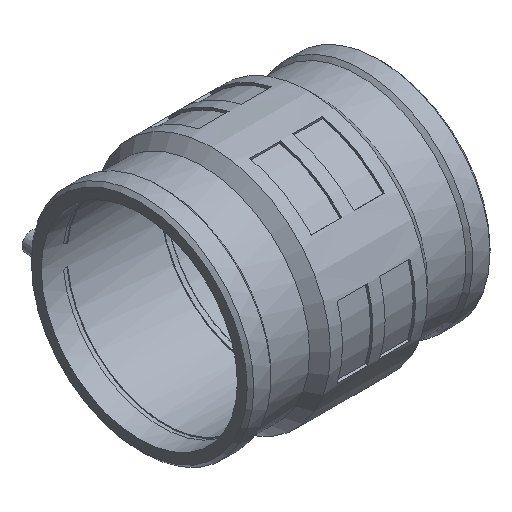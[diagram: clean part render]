
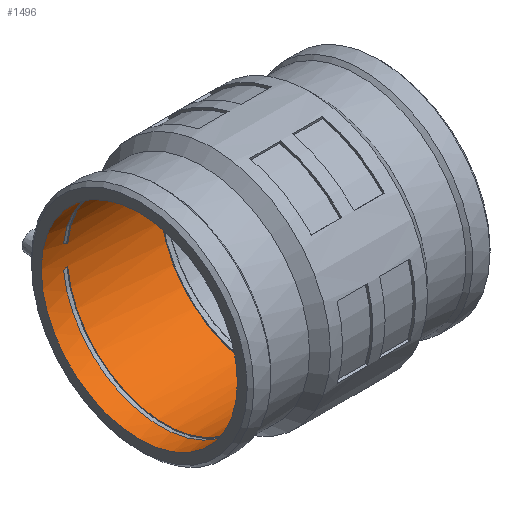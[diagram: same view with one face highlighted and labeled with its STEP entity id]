
A CAD part, isometric view. The second image highlights one B-rep face of the part: STEP entity #1496.
In plain terms, the highlighted cylindrical face has radius 80 mm (diameter 160 mm), a full revolution.
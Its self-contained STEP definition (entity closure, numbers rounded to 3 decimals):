
#32=B_SPLINE_CURVE_WITH_KNOTS('',3,(#2655,#2656,#2657,#2658,#2659,#2660),
 .UNSPECIFIED.,.F.,.F.,(4,2,4),(3.079,3.267,3.442),
 .UNSPECIFIED.);
#34=B_SPLINE_CURVE_WITH_KNOTS('',3,(#2677,#2678,#2679,#2680,#2681,#2682),
 .UNSPECIFIED.,.F.,.F.,(4,2,4),(5.269,5.444,5.632),
 .UNSPECIFIED.);
#63=FACE_BOUND('',#305,.T.);
#64=FACE_BOUND('',#306,.T.);
#108=CYLINDRICAL_SURFACE('',#1662,80.);
#192=FACE_OUTER_BOUND('',#304,.T.);
#304=EDGE_LOOP('',(#1253));
#305=EDGE_LOOP('',(#1254));
#306=EDGE_LOOP('',(#1255,#1256,#1257,#1258));
#415=CIRCLE('',#1663,80.);
#416=CIRCLE('',#1664,80.);
#417=CIRCLE('',#1665,80.);
#418=CIRCLE('',#1666,80.);
#746=VERTEX_POINT('',#2646);
#748=VERTEX_POINT('',#2654);
#750=VERTEX_POINT('',#2666);
#751=VERTEX_POINT('',#2673);
#753=VERTEX_POINT('',#2688);
#754=VERTEX_POINT('',#2690);
#938=EDGE_CURVE('',#746,#748,#32,.T.);
#942=EDGE_CURVE('',#751,#750,#34,.T.);
#945=EDGE_CURVE('',#753,#753,#415,.T.);
#946=EDGE_CURVE('',#754,#754,#416,.T.);
#947=EDGE_CURVE('',#748,#751,#417,.T.);
#948=EDGE_CURVE('',#746,#750,#418,.T.);
#1253=ORIENTED_EDGE('',*,*,#945,.T.);
#1254=ORIENTED_EDGE('',*,*,#946,.F.);
#1255=ORIENTED_EDGE('',*,*,#942,.F.);
#1256=ORIENTED_EDGE('',*,*,#947,.F.);
#1257=ORIENTED_EDGE('',*,*,#938,.F.);
#1258=ORIENTED_EDGE('',*,*,#948,.T.);
#1496=ADVANCED_FACE('',(#192,#63,#64),#108,.F.);
#1662=AXIS2_PLACEMENT_3D('',#2687,#2085,#2086);
#1663=AXIS2_PLACEMENT_3D('',#2689,#2087,#2088);
#1664=AXIS2_PLACEMENT_3D('',#2691,#2089,#2090);
#1665=AXIS2_PLACEMENT_3D('',#2692,#2091,#2092);
#1666=AXIS2_PLACEMENT_3D('',#2693,#2093,#2094);
#2085=DIRECTION('center_axis',(1.,0.,0.));
#2086=DIRECTION('ref_axis',(0.,1.,0.));
#2087=DIRECTION('center_axis',(1.,0.,0.));
#2088=DIRECTION('ref_axis',(0.,0.,-1.));
#2089=DIRECTION('center_axis',(1.,0.,0.));
#2090=DIRECTION('ref_axis',(0.,0.,-1.));
#2091=DIRECTION('center_axis',(1.,0.,0.));
#2092=DIRECTION('ref_axis',(0.,0.,-1.));
#2093=DIRECTION('center_axis',(1.,0.,0.));
#2094=DIRECTION('ref_axis',(0.,0.,-1.));
#2646=CARTESIAN_POINT('',(-81.37,79.436,9.482));
#2654=CARTESIAN_POINT('',(-77.844,79.595,8.036));
#2655=CARTESIAN_POINT('Ctrl Pts',(-81.37,79.436,9.482));
#2656=CARTESIAN_POINT('Ctrl Pts',(-80.727,79.451,9.359));
#2657=CARTESIAN_POINT('Ctrl Pts',(-80.088,79.473,9.167));
#2658=CARTESIAN_POINT('Ctrl Pts',(-78.903,79.529,8.672));
#2659=CARTESIAN_POINT('Ctrl Pts',(-78.354,79.561,8.377));
#2660=CARTESIAN_POINT('Ctrl Pts',(-77.844,79.595,8.036));
#2666=CARTESIAN_POINT('',(-81.37,79.436,-9.482));
#2673=CARTESIAN_POINT('',(-77.844,79.595,-8.036));
#2677=CARTESIAN_POINT('Ctrl Pts',(-77.844,79.595,-8.036));
#2678=CARTESIAN_POINT('Ctrl Pts',(-78.354,79.561,-8.377));
#2679=CARTESIAN_POINT('Ctrl Pts',(-78.903,79.529,-8.672));
#2680=CARTESIAN_POINT('Ctrl Pts',(-80.088,79.473,-9.167));
#2681=CARTESIAN_POINT('Ctrl Pts',(-80.727,79.451,-9.359));
#2682=CARTESIAN_POINT('Ctrl Pts',(-81.37,79.436,-9.482));
#2687=CARTESIAN_POINT('Origin',(-90.185,0.,0.));
#2688=CARTESIAN_POINT('',(-2.,80.,0.));
#2689=CARTESIAN_POINT('Origin',(-2.,0.,0.));
#2690=CARTESIAN_POINT('',(-99.,80.,0.));
#2691=CARTESIAN_POINT('Origin',(-99.,0.,0.));
#2692=CARTESIAN_POINT('Origin',(-77.844,0.,0.));
#2693=CARTESIAN_POINT('Origin',(-81.37,0.,0.));
